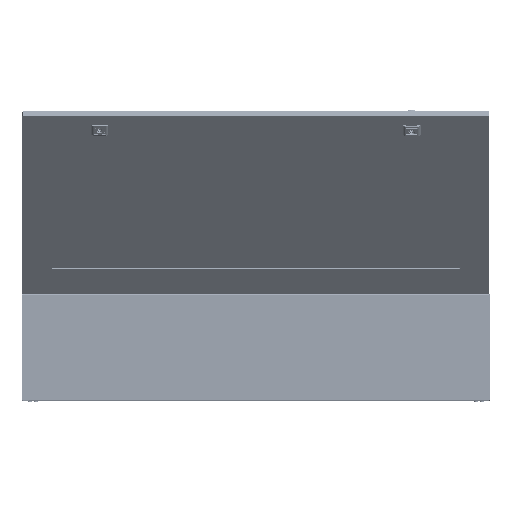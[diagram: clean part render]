
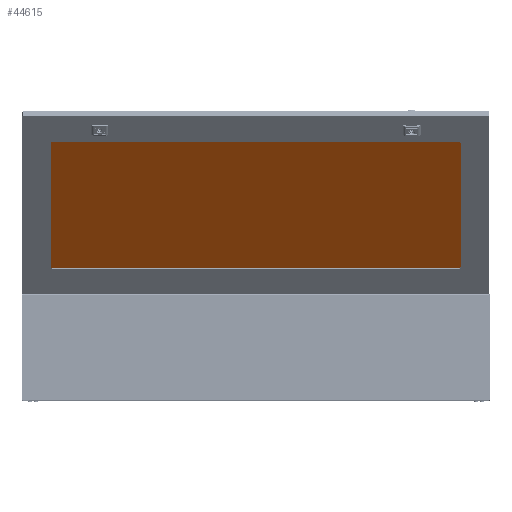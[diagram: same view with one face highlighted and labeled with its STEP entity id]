
A CAD part, front view. The second image highlights one B-rep face of the part: STEP entity #44615.
In plain terms, the highlighted face is planar.
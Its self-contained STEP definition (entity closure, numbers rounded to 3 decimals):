
#1899 = LINE ( 'NONE', #1963, #22563 ) ;
#1942 = LINE ( 'NONE', #1947, #22560 ) ;
#1944 = LINE ( 'NONE', #1994, #22566 ) ;
#1947 = CARTESIAN_POINT ( 'NONE',  ( -535., 222.5, 4. ) ) ;
#1950 = DIRECTION ( 'NONE',  ( -1., 0., 0. ) ) ;
#1963 = CARTESIAN_POINT ( 'NONE',  ( 535., 222.5, 4. ) ) ;
#1969 = DIRECTION ( 'NONE',  ( 0., 1., 0. ) ) ;
#1984 = LINE ( 'NONE', #2035, #22583 ) ;
#1994 = CARTESIAN_POINT ( 'NONE',  ( -535., -222.5, 4. ) ) ;
#2000 = DIRECTION ( 'NONE',  ( 1., 0., 0. ) ) ;
#2035 = CARTESIAN_POINT ( 'NONE',  ( -535., 222.5, 4. ) ) ;
#2041 = DIRECTION ( 'NONE',  ( 0., -1., 0. ) ) ;
#10455 = EDGE_LOOP ( 'NONE', ( #122065, #122066, #122067, #122068 ) ) ;
#22560 = VECTOR ( 'NONE', #1950, 1000. ) ;
#22563 = VECTOR ( 'NONE', #1969, 1000. ) ;
#22566 = VECTOR ( 'NONE', #2000, 1000. ) ;
#22583 = VECTOR ( 'NONE', #2041, 1000. ) ;
#44615 = ADVANCED_FACE ( 'NONE', ( #106976 ), #106978, .T. ) ;
#106967 = CARTESIAN_POINT ( 'NONE',  ( -535., -222.5, 4. ) ) ;
#106976 = FACE_OUTER_BOUND ( 'NONE', #10455, .T. ) ;
#106978 = PLANE ( 'NONE',  #137138 ) ;
#106982 = DIRECTION ( 'NONE',  ( 0., 0., 1. ) ) ;
#106984 = DIRECTION ( 'NONE',  ( 1., 0., 0. ) ) ;
#122065 = ORIENTED_EDGE ( 'NONE', *, *, #153297, .T. ) ;
#122066 = ORIENTED_EDGE ( 'NONE', *, *, #153293, .T. ) ;
#122067 = ORIENTED_EDGE ( 'NONE', *, *, #153290, .T. ) ;
#122068 = ORIENTED_EDGE ( 'NONE', *, *, #153288, .T. ) ;
#136400 = VERTEX_POINT ( 'NONE', #136444 ) ;
#136405 = VERTEX_POINT ( 'NONE', #136450 ) ;
#136414 = VERTEX_POINT ( 'NONE', #136458 ) ;
#136425 = VERTEX_POINT ( 'NONE', #136470 ) ;
#136444 = CARTESIAN_POINT ( 'NONE',  ( 535., 222.5, 4. ) ) ;
#136450 = CARTESIAN_POINT ( 'NONE',  ( 535., -222.5, 4. ) ) ;
#136458 = CARTESIAN_POINT ( 'NONE',  ( -535., 222.5, 4. ) ) ;
#136470 = CARTESIAN_POINT ( 'NONE',  ( -535., -222.5, 4. ) ) ;
#137138 = AXIS2_PLACEMENT_3D ( 'NONE', #106967, #106982, #106984 ) ;
#153288 = EDGE_CURVE ( 'NONE', #136400, #136414, #1942, .T. ) ;
#153290 = EDGE_CURVE ( 'NONE', #136405, #136400, #1899, .T. ) ;
#153293 = EDGE_CURVE ( 'NONE', #136425, #136405, #1944, .T. ) ;
#153297 = EDGE_CURVE ( 'NONE', #136414, #136425, #1984, .T. ) ;
